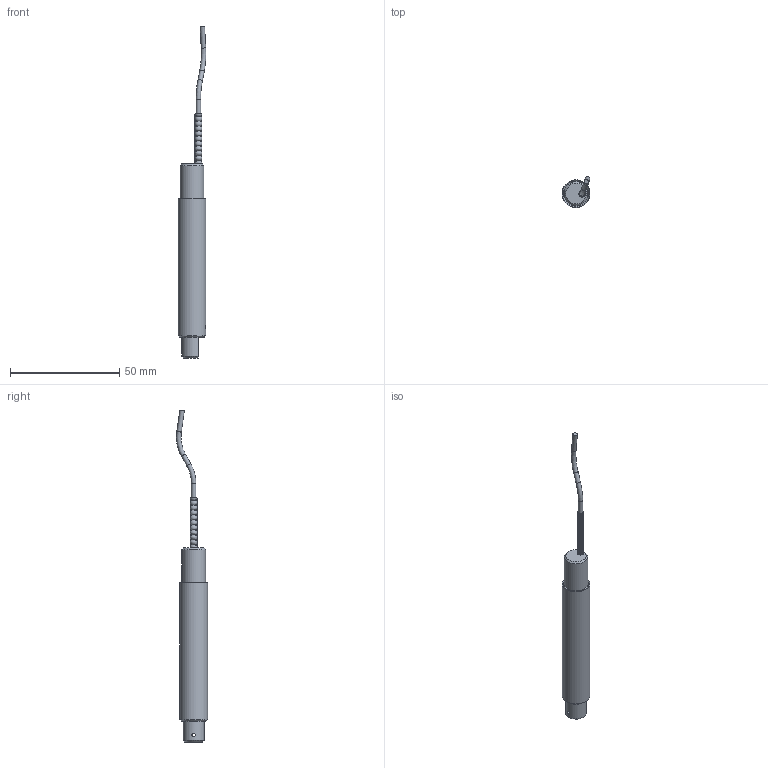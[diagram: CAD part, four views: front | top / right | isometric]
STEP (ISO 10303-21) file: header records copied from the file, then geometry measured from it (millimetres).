
FILE_DESCRIPTION((''),'2;1');
FILE_NAME('LBB300.stp','2010-11-29T10:13:54',('thomasl'),(''),'Autodesk Inventor 2008','Autodesk Inventor 2008','');
FILE_SCHEMA(('AUTOMOTIVE_DESIGN { 1 0 10303 214 1 1 1 1 }'));
Length unit declared in the file: inch
Products named in the file (4): LBB300; PART1; 1EEF; 1EEFA
Assembly tree (3 placements, depth 3):
  LBB300
    PART1
      1EEF
      1EEFA
Bounding box: 12.7 x 14.23 x 152.06 mm (x, y, z)
Volume: 8852.1 mm3; surface area: 8969.7 mm2
Topology: 2 solids, 2 shells, 116 faces, 254 edges, 148 vertices
Faces by surface type: bspline 70, plane 21, cylinder 15, cone 7, torus 3
Full cylindrical faces by diameter (mm): 1.575 x1, 1.943 x1, 2.064 x3, 2.261 x1, 2.845 x1, 3.175 x2, 9.525 x1, 10.922 x1, 11.113 x1, 11.405 x1, 11.43 x1, 12.7 x1
Entity records: 8122 total; most frequent: CARTESIAN_POINT 6203, DIRECTION 328, ORIENTED_EDGE 292, EDGE_LOOP 223, AXIS2_PLACEMENT_3D 156, EDGE_CURVE 146, VERTEX_POINT 137, FACE_OUTER_BOUND 116
